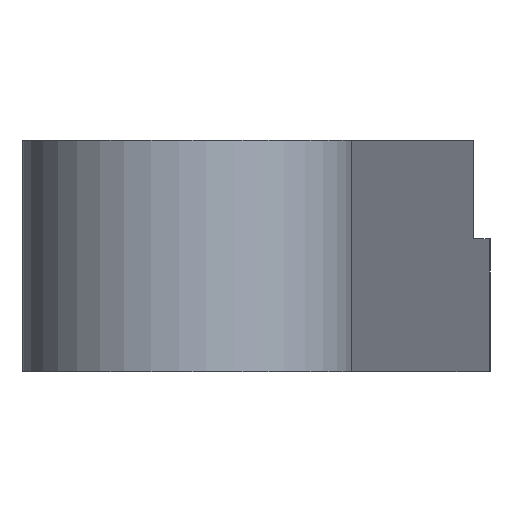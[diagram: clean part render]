
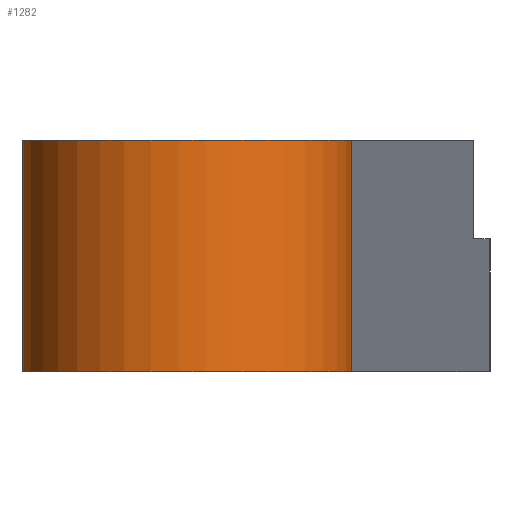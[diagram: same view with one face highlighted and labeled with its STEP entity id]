
A CAD part, front view. The second image highlights one B-rep face of the part: STEP entity #1282.
In plain terms, the highlighted cylindrical face has radius 6 mm (diameter 12 mm), a partial arc.
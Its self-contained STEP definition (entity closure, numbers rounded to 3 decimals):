
#44 = VECTOR ( 'NONE', #663, 1000. ) ;
#62 = LINE ( 'NONE', #842, #252 ) ;
#95 = CARTESIAN_POINT ( 'NONE',  ( 0., -47.625, 8.4 ) ) ;
#153 = EDGE_CURVE ( 'NONE', #994, #982, #619, .T. ) ;
#212 = CIRCLE ( 'NONE', #703, 6. ) ;
#252 = VECTOR ( 'NONE', #464, 1000. ) ;
#275 = FACE_OUTER_BOUND ( 'NONE', #593, .T. ) ;
#393 = CARTESIAN_POINT ( 'NONE',  ( 5.967, -48.252, 8.4 ) ) ;
#403 = EDGE_CURVE ( 'NONE', #982, #681, #62, .T. ) ;
#434 = AXIS2_PLACEMENT_3D ( 'NONE', #479, #668, #757 ) ;
#464 = DIRECTION ( 'NONE',  ( 0., 0., -1. ) ) ;
#479 = CARTESIAN_POINT ( 'NONE',  ( 0., -47.625, 8.4 ) ) ;
#532 = EDGE_CURVE ( 'NONE', #994, #760, #1077, .T. ) ;
#580 = CARTESIAN_POINT ( 'NONE',  ( -6., -47.625, 8.4 ) ) ;
#593 = EDGE_LOOP ( 'NONE', ( #936, #669, #895, #1205 ) ) ;
#619 = CIRCLE ( 'NONE', #434, 6. ) ;
#646 = AXIS2_PLACEMENT_3D ( 'NONE', #95, #674, #976 ) ;
#663 = DIRECTION ( 'NONE',  ( 0., 0., -1. ) ) ;
#668 = DIRECTION ( 'NONE',  ( 0., 0., -1. ) ) ;
#669 = ORIENTED_EDGE ( 'NONE', *, *, #532, .F. ) ;
#674 = DIRECTION ( 'NONE',  ( 0., 0., -1. ) ) ;
#681 = VERTEX_POINT ( 'NONE', #902 ) ;
#703 = AXIS2_PLACEMENT_3D ( 'NONE', #1226, #733, #821 ) ;
#733 = DIRECTION ( 'NONE',  ( 0., 0., -1. ) ) ;
#757 = DIRECTION ( 'NONE',  ( -1., 0., 0. ) ) ;
#760 = VERTEX_POINT ( 'NONE', #1114 ) ;
#821 = DIRECTION ( 'NONE',  ( -1., 0., 0. ) ) ;
#823 = EDGE_CURVE ( 'NONE', #760, #681, #212, .T. ) ;
#842 = CARTESIAN_POINT ( 'NONE',  ( -6., -47.625, 8.4 ) ) ;
#895 = ORIENTED_EDGE ( 'NONE', *, *, #153, .T. ) ;
#902 = CARTESIAN_POINT ( 'NONE',  ( -6., -47.625, 0. ) ) ;
#936 = ORIENTED_EDGE ( 'NONE', *, *, #823, .F. ) ;
#966 = CARTESIAN_POINT ( 'NONE',  ( 5.967, -48.252, 8.4 ) ) ;
#976 = DIRECTION ( 'NONE',  ( -1., 0., 0. ) ) ;
#981 = CYLINDRICAL_SURFACE ( 'NONE', #646, 6. ) ;
#982 = VERTEX_POINT ( 'NONE', #580 ) ;
#994 = VERTEX_POINT ( 'NONE', #966 ) ;
#1077 = LINE ( 'NONE', #393, #44 ) ;
#1114 = CARTESIAN_POINT ( 'NONE',  ( 5.967, -48.252, 0. ) ) ;
#1205 = ORIENTED_EDGE ( 'NONE', *, *, #403, .T. ) ;
#1226 = CARTESIAN_POINT ( 'NONE',  ( 0., -47.625, 0. ) ) ;
#1282 = ADVANCED_FACE ( 'NONE', ( #275 ), #981, .T. ) ;
